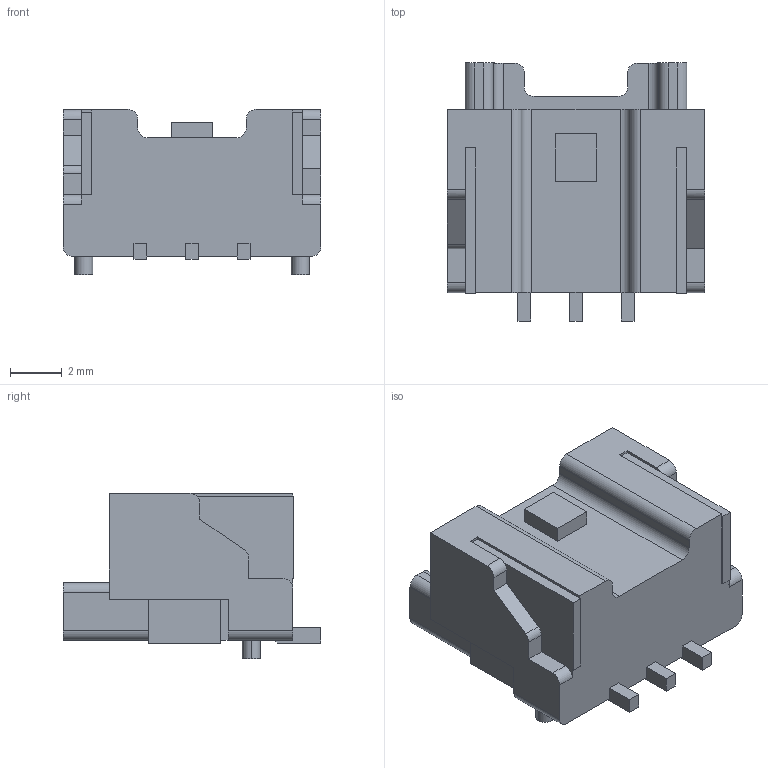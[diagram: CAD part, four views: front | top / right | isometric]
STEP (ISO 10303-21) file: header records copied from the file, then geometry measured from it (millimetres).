
FILE_DESCRIPTION (( 'STEP AP214' ), '1' );
FILE_NAME ('976.STEP', '2017-05-17T13:56:56', ( '' ), ( '' ), 'SwSTEP 2.0', 'SolidWorks 2013', '' );
FILE_SCHEMA (( 'AUTOMOTIVE_DESIGN' ));
Length unit declared in the file: millimetre
Products named in the file (1): 976
Bounding box: 10 x 10 x 6.4 mm (x, y, z)
Volume: 293 mm3; surface area: 493.7 mm2
Topology: 1 solids, 1 shells, 137 faces, 383 edges, 254 vertices
Faces by surface type: plane 108, cylinder 29
Entity records: 5908 total; most frequent: CARTESIAN_POINT 775, ORIENTED_EDGE 766, DIRECTION 719, EDGE_CURVE 383, VECTOR 323, LINE 323, VERTEX_POINT 254, AXIS2_PLACEMENT_3D 198
